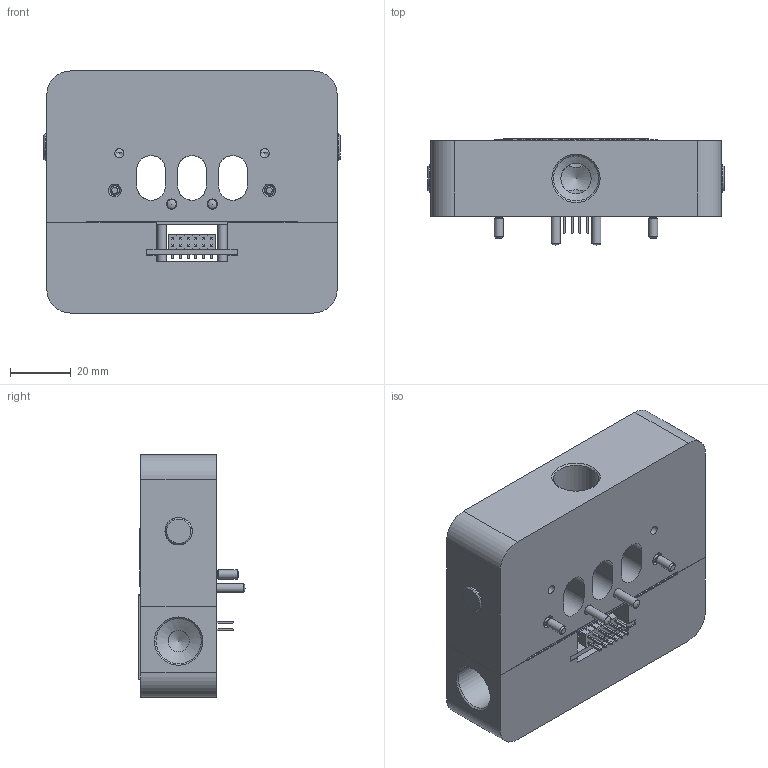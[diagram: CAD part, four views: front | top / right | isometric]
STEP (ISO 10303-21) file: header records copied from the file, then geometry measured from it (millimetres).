
FILE_DESCRIPTION(/* description */ (''),/* implementation_level */ '2;1');
FILE_NAME(/* name */ 'PROTO V2 TBDZ 5 3_8_egysz',/* time_stamp */ '2022-06-16T14:18:09+02:00',/* author */ ('rmachek'),/* organization */ ('HAFNER Pneumatika Kft.'),/* preprocessor_version */ 'ST-DEVELOPER v16.7',/* originating_system */ 'Solid Edge',/* authorisation */ 'Unknown');
FILE_SCHEMA (('AUTOMOTIVE_DESIGN {1 0 10303 214 3 1 1}'));
Length unit declared in the file: millimetre
Products named in the file (19): PROTO V2 TBDZ 5 3_8; NL3ss; ZIG M3x35; PROTO V2 DBZ 3_8; LPTBZ V2; TSW-106-08-L-D-RA; SSW-106-02-G-D-RA; LPTBZ; DIN7985-H-A2-M3x30; PROTO V2 RBDZ 5 3_8; PROTO V2 ARBDZ 5 3_8; DB 08 EC; DIN7-A1-3m6x20; FD TB 002; O-Ring 13x1,5 NBR70 im RB 16 5 403 04; O-Ring 4x1,5 NBR70; O-Ring 11x1,5 NBR70 im TBZ; FD TB 001
Assembly tree (28 placements, depth 3):
  PROTO V2 TBDZ 5 3_8
    NL3ss  x2
      NL3ss
    ZIG M3x35  x2
    PROTO V2 DBZ 3_8
    LPTBZ V2
      TSW-106-08-L-D-RA
      SSW-106-02-G-D-RA
      LPTBZ
    DIN7985-H-A2-M3x30  x2
    PROTO V2 RBDZ 5 3_8
      PROTO V2 ARBDZ 5 3_8
      DB 08 EC  x2
      DIN7-A1-3m6x20  x2
      FD TB 002
      O-Ring 13x1,5 NBR70 im RB 16 5 403 04  x3
      O-Ring 4x1,5 NBR70  x2
      O-Ring 11x1,5 NBR70 im TBZ  x2
    FD TB 001
Bounding box: 98 x 35.05 x 80 mm (x, y, z)
Volume: 161505.5 mm3; surface area: 49086.6 mm2
Topology: 26 solids, 26 shells, 2855 faces, 6813 edges, 4459 vertices
Faces by surface type: plane 2576, cylinder 191, cone 62, torus 20, sphere 6
Full cylindrical faces by diameter (mm): 1 x24, 1.5 x10, 2.3 x2, 2.459 x6, 2.693 x2, 3 x14, 3.2 x2, 3.242 x6, 3.3 x2, 3.4 x6, 4 x2, 5.6 x2, 6 x6, 7 x16, 7.4 x2, 8 x2, 8.06 x2, 9 x2, 10 x1, 14.95 x6
Entity records: 48808 total; most frequent: CARTESIAN_POINT 7335, ORIENTED_EDGE 6770, DIRECTION 6727, EDGE_CURVE 3385, LINE 2963, VECTOR 2963, VERTEX_POINT 2276, AXIS2_PLACEMENT_3D 1882
